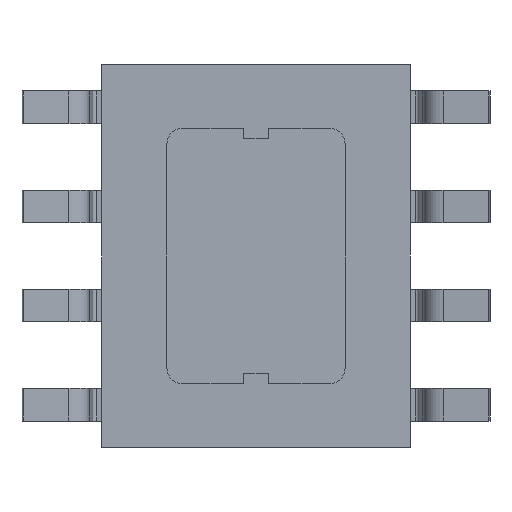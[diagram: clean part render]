
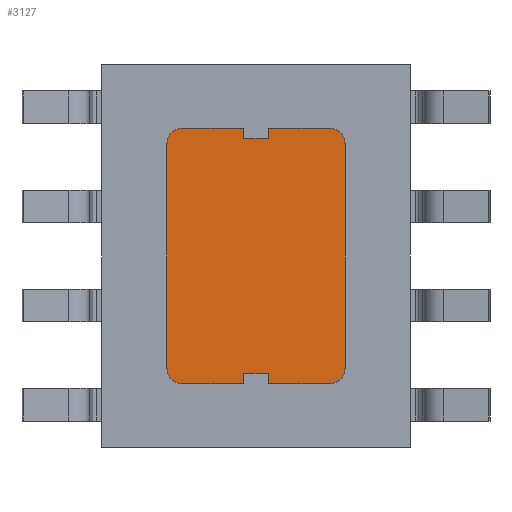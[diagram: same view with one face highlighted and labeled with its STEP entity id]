
A CAD part, front view. The second image highlights one B-rep face of the part: STEP entity #3127.
In plain terms, the highlighted planar face has unit normal (0, -1, 0).
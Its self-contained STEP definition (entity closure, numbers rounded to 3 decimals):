
#54 = EDGE_CURVE ( 'NONE', #3116, #3567, #1817, .T. ) ;
#85 = EDGE_CURVE ( 'NONE', #4497, #2157, #361, .T. ) ;
#128 = CIRCLE ( 'NONE', #4441, 0.2 ) ;
#138 = CIRCLE ( 'NONE', #2987, 0.2 ) ;
#200 = CIRCLE ( 'NONE', #1335, 0.2 ) ;
#312 = CARTESIAN_POINT ( 'NONE',  ( -1.141, 0.254, 1.437 ) ) ;
#317 = CARTESIAN_POINT ( 'NONE',  ( 1.14, 0.254, 1.637 ) ) ;
#318 = EDGE_LOOP ( 'NONE', ( #1413, #3559, #2787, #932, #2260, #1607, #1367, #2661, #2404, #3160, #4233, #2806, #1904, #4182, #2833, #4967 ) ) ;
#361 = LINE ( 'NONE', #317, #2616 ) ;
#364 = EDGE_CURVE ( 'NONE', #3294, #2157, #1959, .T. ) ;
#387 = VERTEX_POINT ( 'NONE', #2814 ) ;
#514 = EDGE_CURVE ( 'NONE', #3419, #1730, #3190, .T. ) ;
#558 = DIRECTION ( 'NONE',  ( 1., 0., 0. ) ) ;
#585 = EDGE_CURVE ( 'NONE', #2515, #1730, #2932, .T. ) ;
#595 = CARTESIAN_POINT ( 'NONE',  ( 0.94, 0.254, 1.637 ) ) ;
#610 = DIRECTION ( 'NONE',  ( 0., 0., -1. ) ) ;
#644 = CARTESIAN_POINT ( 'NONE',  ( 0.16, 0.254, -1.507 ) ) ;
#663 = DIRECTION ( 'NONE',  ( 0., -1., 0. ) ) ;
#666 = VECTOR ( 'NONE', #4158, 1000. ) ;
#690 = CARTESIAN_POINT ( 'NONE',  ( -0.941, 0.254, 1.637 ) ) ;
#711 = CARTESIAN_POINT ( 'NONE',  ( -0.16, 0.254, 1.507 ) ) ;
#830 = VECTOR ( 'NONE', #912, 1000. ) ;
#898 = CARTESIAN_POINT ( 'NONE',  ( -0.16, 0.254, 1.637 ) ) ;
#912 = DIRECTION ( 'NONE',  ( 0., 0., -1. ) ) ;
#932 = ORIENTED_EDGE ( 'NONE', *, *, #2176, .T. ) ;
#965 = EDGE_CURVE ( 'NONE', #1230, #387, #4126, .T. ) ;
#1045 = DIRECTION ( 'NONE',  ( 0., -1., 0. ) ) ;
#1230 = VERTEX_POINT ( 'NONE', #2522 ) ;
#1257 = DIRECTION ( 'NONE',  ( 1., 0., 0. ) ) ;
#1304 = DIRECTION ( 'NONE',  ( 0., -1., 0. ) ) ;
#1327 = EDGE_CURVE ( 'NONE', #1230, #4161, #3712, .T. ) ;
#1335 = AXIS2_PLACEMENT_3D ( 'NONE', #3728, #1486, #2205 ) ;
#1364 = VECTOR ( 'NONE', #2737, 1000. ) ;
#1367 = ORIENTED_EDGE ( 'NONE', *, *, #2175, .F. ) ;
#1413 = ORIENTED_EDGE ( 'NONE', *, *, #1327, .T. ) ;
#1451 = DIRECTION ( 'NONE',  ( 0., 0., -1. ) ) ;
#1479 = DIRECTION ( 'NONE',  ( 0., 0., -1. ) ) ;
#1486 = DIRECTION ( 'NONE',  ( 0., -1., 0. ) ) ;
#1573 = EDGE_CURVE ( 'NONE', #3258, #3419, #128, .T. ) ;
#1605 = CARTESIAN_POINT ( 'NONE',  ( 0.16, 0.254, 1.637 ) ) ;
#1607 = ORIENTED_EDGE ( 'NONE', *, *, #364, .F. ) ;
#1642 = CARTESIAN_POINT ( 'NONE',  ( -0.16, 0.254, -1.637 ) ) ;
#1725 = LINE ( 'NONE', #4848, #1774 ) ;
#1730 = VERTEX_POINT ( 'NONE', #1642 ) ;
#1774 = VECTOR ( 'NONE', #610, 1000. ) ;
#1817 = LINE ( 'NONE', #2607, #666 ) ;
#1869 = LINE ( 'NONE', #4110, #2067 ) ;
#1900 = CARTESIAN_POINT ( 'NONE',  ( 1.14, 0.254, -1.437 ) ) ;
#1904 = ORIENTED_EDGE ( 'NONE', *, *, #514, .T. ) ;
#1929 = CARTESIAN_POINT ( 'NONE',  ( 0.94, 0.254, -1.437 ) ) ;
#1943 = EDGE_CURVE ( 'NONE', #4626, #3258, #1725, .T. ) ;
#1959 = LINE ( 'NONE', #4782, #4634 ) ;
#2067 = VECTOR ( 'NONE', #4136, 1000. ) ;
#2076 = VERTEX_POINT ( 'NONE', #1900 ) ;
#2118 = CARTESIAN_POINT ( 'NONE',  ( -0.941, 0.254, -1.637 ) ) ;
#2128 = VECTOR ( 'NONE', #2900, 1000. ) ;
#2129 = CARTESIAN_POINT ( 'NONE',  ( 0.94, 0.254, -1.637 ) ) ;
#2146 = DIRECTION ( 'NONE',  ( 0., 0., -1. ) ) ;
#2148 = PLANE ( 'NONE',  #4378 ) ;
#2152 = VECTOR ( 'NONE', #2146, 1000. ) ;
#2157 = VERTEX_POINT ( 'NONE', #1605 ) ;
#2175 = EDGE_CURVE ( 'NONE', #2513, #3294, #4312, .T. ) ;
#2176 = EDGE_CURVE ( 'NONE', #5012, #4497, #138, .T. ) ;
#2205 = DIRECTION ( 'NONE',  ( 0., 0., -1. ) ) ;
#2260 = ORIENTED_EDGE ( 'NONE', *, *, #85, .T. ) ;
#2382 = DIRECTION ( 'NONE',  ( 0., -1., 0. ) ) ;
#2404 = ORIENTED_EDGE ( 'NONE', *, *, #54, .T. ) ;
#2513 = VERTEX_POINT ( 'NONE', #711 ) ;
#2515 = VERTEX_POINT ( 'NONE', #3811 ) ;
#2522 = CARTESIAN_POINT ( 'NONE',  ( 0.16, 0.254, -1.637 ) ) ;
#2548 = CARTESIAN_POINT ( 'NONE',  ( 1.14, 0.254, 1.437 ) ) ;
#2607 = CARTESIAN_POINT ( 'NONE',  ( 1.14, 0.254, 1.637 ) ) ;
#2616 = VECTOR ( 'NONE', #4613, 1000. ) ;
#2661 = ORIENTED_EDGE ( 'NONE', *, *, #4925, .F. ) ;
#2737 = DIRECTION ( 'NONE',  ( 1., 0., 0. ) ) ;
#2787 = ORIENTED_EDGE ( 'NONE', *, *, #4230, .T. ) ;
#2806 = ORIENTED_EDGE ( 'NONE', *, *, #1573, .T. ) ;
#2814 = CARTESIAN_POINT ( 'NONE',  ( 0.16, 0.254, -1.507 ) ) ;
#2833 = ORIENTED_EDGE ( 'NONE', *, *, #4304, .F. ) ;
#2852 = DIRECTION ( 'NONE',  ( 0., 0., 1. ) ) ;
#2900 = DIRECTION ( 'NONE',  ( 0., 0., 1. ) ) ;
#2932 = LINE ( 'NONE', #4058, #2152 ) ;
#2987 = AXIS2_PLACEMENT_3D ( 'NONE', #3469, #2382, #4289 ) ;
#3081 = CARTESIAN_POINT ( 'NONE',  ( -1.141, 0.254, -1.437 ) ) ;
#3116 = VERTEX_POINT ( 'NONE', #898 ) ;
#3127 = ADVANCED_FACE ( 'NONE', ( #3615 ), #2148, .T. ) ;
#3160 = ORIENTED_EDGE ( 'NONE', *, *, #4220, .T. ) ;
#3190 = LINE ( 'NONE', #4744, #4986 ) ;
#3218 = CARTESIAN_POINT ( 'NONE',  ( 1.14, 0.254, -1.637 ) ) ;
#3258 = VERTEX_POINT ( 'NONE', #3081 ) ;
#3294 = VERTEX_POINT ( 'NONE', #3869 ) ;
#3315 = CARTESIAN_POINT ( 'NONE',  ( 0., 0.254, 0. ) ) ;
#3347 = LINE ( 'NONE', #4517, #4179 ) ;
#3419 = VERTEX_POINT ( 'NONE', #2118 ) ;
#3469 = CARTESIAN_POINT ( 'NONE',  ( 0.94, 0.254, 1.437 ) ) ;
#3559 = ORIENTED_EDGE ( 'NONE', *, *, #4715, .T. ) ;
#3567 = VERTEX_POINT ( 'NONE', #690 ) ;
#3615 = FACE_OUTER_BOUND ( 'NONE', #318, .T. ) ;
#3712 = LINE ( 'NONE', #3218, #4578 ) ;
#3728 = CARTESIAN_POINT ( 'NONE',  ( -0.941, 0.254, 1.437 ) ) ;
#3811 = CARTESIAN_POINT ( 'NONE',  ( -0.16, 0.254, -1.507 ) ) ;
#3864 = CARTESIAN_POINT ( 'NONE',  ( -0.941, 0.254, -1.437 ) ) ;
#3869 = CARTESIAN_POINT ( 'NONE',  ( 0.16, 0.254, 1.507 ) ) ;
#4021 = LINE ( 'NONE', #4075, #830 ) ;
#4058 = CARTESIAN_POINT ( 'NONE',  ( -0.16, 0.254, -1.507 ) ) ;
#4075 = CARTESIAN_POINT ( 'NONE',  ( -0.16, 0.254, 1.507 ) ) ;
#4110 = CARTESIAN_POINT ( 'NONE',  ( -0.16, 0.254, -1.507 ) ) ;
#4126 = LINE ( 'NONE', #644, #2128 ) ;
#4136 = DIRECTION ( 'NONE',  ( -1., 0., 0. ) ) ;
#4158 = DIRECTION ( 'NONE',  ( -1., 0., 0. ) ) ;
#4161 = VERTEX_POINT ( 'NONE', #2129 ) ;
#4179 = VECTOR ( 'NONE', #4541, 1000. ) ;
#4182 = ORIENTED_EDGE ( 'NONE', *, *, #585, .F. ) ;
#4220 = EDGE_CURVE ( 'NONE', #3567, #4626, #200, .T. ) ;
#4223 = DIRECTION ( 'NONE',  ( 0., 0., -1. ) ) ;
#4230 = EDGE_CURVE ( 'NONE', #2076, #5012, #3347, .T. ) ;
#4233 = ORIENTED_EDGE ( 'NONE', *, *, #1943, .T. ) ;
#4264 = CARTESIAN_POINT ( 'NONE',  ( -0.16, 0.254, 1.507 ) ) ;
#4289 = DIRECTION ( 'NONE',  ( 0., 0., -1. ) ) ;
#4304 = EDGE_CURVE ( 'NONE', #387, #2515, #1869, .T. ) ;
#4312 = LINE ( 'NONE', #4264, #1364 ) ;
#4378 = AXIS2_PLACEMENT_3D ( 'NONE', #3315, #1304, #1479 ) ;
#4409 = AXIS2_PLACEMENT_3D ( 'NONE', #1929, #1045, #1451 ) ;
#4441 = AXIS2_PLACEMENT_3D ( 'NONE', #3864, #663, #4223 ) ;
#4490 = CIRCLE ( 'NONE', #4409, 0.2 ) ;
#4497 = VERTEX_POINT ( 'NONE', #595 ) ;
#4517 = CARTESIAN_POINT ( 'NONE',  ( 1.14, 0.254, -1.637 ) ) ;
#4541 = DIRECTION ( 'NONE',  ( 0., 0., 1. ) ) ;
#4578 = VECTOR ( 'NONE', #558, 1000. ) ;
#4613 = DIRECTION ( 'NONE',  ( -1., 0., 0. ) ) ;
#4626 = VERTEX_POINT ( 'NONE', #312 ) ;
#4634 = VECTOR ( 'NONE', #2852, 1000. ) ;
#4715 = EDGE_CURVE ( 'NONE', #4161, #2076, #4490, .T. ) ;
#4744 = CARTESIAN_POINT ( 'NONE',  ( 1.14, 0.254, -1.637 ) ) ;
#4782 = CARTESIAN_POINT ( 'NONE',  ( 0.16, 0.254, 1.507 ) ) ;
#4848 = CARTESIAN_POINT ( 'NONE',  ( -1.141, 0.254, -1.637 ) ) ;
#4925 = EDGE_CURVE ( 'NONE', #3116, #2513, #4021, .T. ) ;
#4967 = ORIENTED_EDGE ( 'NONE', *, *, #965, .F. ) ;
#4986 = VECTOR ( 'NONE', #1257, 1000. ) ;
#5012 = VERTEX_POINT ( 'NONE', #2548 ) ;
